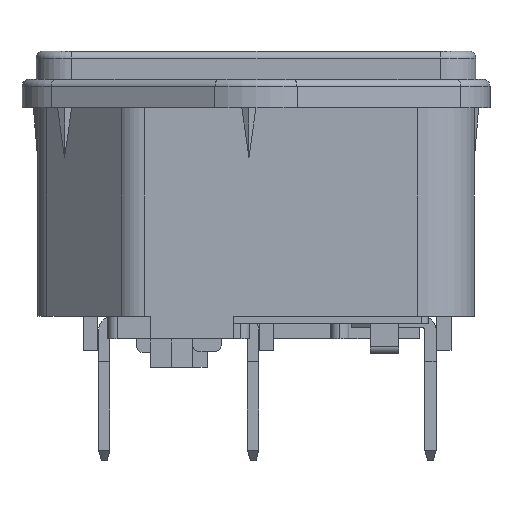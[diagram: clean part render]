
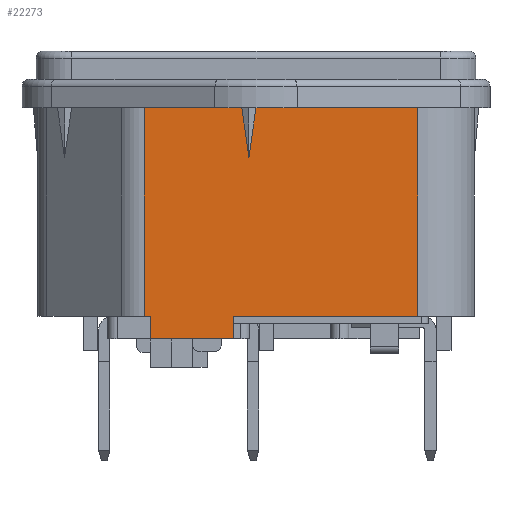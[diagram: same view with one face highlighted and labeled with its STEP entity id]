
A CAD part, left-side view. The second image highlights one B-rep face of the part: STEP entity #22273.
In plain terms, the highlighted planar face has unit normal (-1, 0, 0).
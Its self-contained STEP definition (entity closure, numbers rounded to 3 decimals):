
#282 = DIRECTION ( 'NONE',  ( 0., 0., 1. ) ) ;
#1167 = VECTOR ( 'NONE', #17687, 1000. ) ;
#1446 = CARTESIAN_POINT ( 'NONE',  ( 74.644, 75.583, -20.3 ) ) ;
#1927 = DIRECTION ( 'NONE',  ( 0., 0., 1. ) ) ;
#1952 = DIRECTION ( 'NONE',  ( 1., 0., 0. ) ) ;
#2173 = VECTOR ( 'NONE', #4404, 1000. ) ;
#2231 = VECTOR ( 'NONE', #1927, 1000. ) ;
#2301 = CARTESIAN_POINT ( 'NONE',  ( 74.644, 76.019, -4. ) ) ;
#2580 = VECTOR ( 'NONE', #26475, 1000. ) ;
#2878 = VECTOR ( 'NONE', #282, 1000. ) ;
#3066 = CARTESIAN_POINT ( 'NONE',  ( 74.644, 76.019, -18.7 ) ) ;
#3230 = CARTESIAN_POINT ( 'NONE',  ( 74.644, 76.019, -18.7 ) ) ;
#3767 = CARTESIAN_POINT ( 'NONE',  ( 74.644, 69.133, -4. ) ) ;
#4023 = VERTEX_POINT ( 'NONE', #1446 ) ;
#4024 = CARTESIAN_POINT ( 'NONE',  ( 74.644, 69.133, -4. ) ) ;
#4206 = VECTOR ( 'NONE', #5886, 1000. ) ;
#4404 = DIRECTION ( 'NONE',  ( 0., 1., 0. ) ) ;
#4732 = EDGE_CURVE ( 'NONE', #9168, #7125, #7517, .T. ) ;
#5286 = ORIENTED_EDGE ( 'NONE', *, *, #4732, .T. ) ;
#5330 = DIRECTION ( 'NONE',  ( 0., 0., 1. ) ) ;
#5439 = LINE ( 'NONE', #16194, #15238 ) ;
#5886 = DIRECTION ( 'NONE',  ( 0., 0.141, 0.99 ) ) ;
#5910 = VERTEX_POINT ( 'NONE', #13294 ) ;
#6092 = VERTEX_POINT ( 'NONE', #7634 ) ;
#6303 = EDGE_CURVE ( 'NONE', #10555, #12036, #25089, .T. ) ;
#6429 = CARTESIAN_POINT ( 'NONE',  ( 74.644, 69.73, -18.7 ) ) ;
#6772 = ORIENTED_EDGE ( 'NONE', *, *, #11994, .T. ) ;
#7067 = ORIENTED_EDGE ( 'NONE', *, *, #10057, .F. ) ;
#7125 = VERTEX_POINT ( 'NONE', #20986 ) ;
#7517 = LINE ( 'NONE', #11876, #2580 ) ;
#7634 = CARTESIAN_POINT ( 'NONE',  ( 74.644, 68.633, -7.5 ) ) ;
#7684 = ORIENTED_EDGE ( 'NONE', *, *, #25041, .F. ) ;
#7822 = LINE ( 'NONE', #14452, #2231 ) ;
#8587 = LINE ( 'NONE', #24312, #12829 ) ;
#8653 = LINE ( 'NONE', #3230, #13568 ) ;
#9097 = ORIENTED_EDGE ( 'NONE', *, *, #13527, .T. ) ;
#9168 = VERTEX_POINT ( 'NONE', #24263 ) ;
#9364 = ORIENTED_EDGE ( 'NONE', *, *, #13453, .T. ) ;
#10057 = EDGE_CURVE ( 'NONE', #21022, #12036, #8587, .T. ) ;
#10101 = VECTOR ( 'NONE', #26227, 1000. ) ;
#10555 = VERTEX_POINT ( 'NONE', #15722 ) ;
#11487 = VECTOR ( 'NONE', #16757, 1000. ) ;
#11809 = ORIENTED_EDGE ( 'NONE', *, *, #23410, .F. ) ;
#11840 = DIRECTION ( 'NONE',  ( 0., 1., 0. ) ) ;
#11876 = CARTESIAN_POINT ( 'NONE',  ( 74.644, 76.019, -4. ) ) ;
#11994 = EDGE_CURVE ( 'NONE', #7125, #6092, #22588, .T. ) ;
#12036 = VERTEX_POINT ( 'NONE', #6429 ) ;
#12089 = DIRECTION ( 'NONE',  ( 0., 0., 1. ) ) ;
#12714 = AXIS2_PLACEMENT_3D ( 'NONE', #26987, #1952, #16579 ) ;
#12829 = VECTOR ( 'NONE', #11840, 1000. ) ;
#13294 = CARTESIAN_POINT ( 'NONE',  ( 74.644, 76.019, -18.7 ) ) ;
#13318 = LINE ( 'NONE', #2301, #2173 ) ;
#13453 = EDGE_CURVE ( 'NONE', #6092, #26206, #26450, .T. ) ;
#13527 = EDGE_CURVE ( 'NONE', #21022, #9168, #7822, .T. ) ;
#13568 = VECTOR ( 'NONE', #5330, 1000. ) ;
#13629 = CARTESIAN_POINT ( 'NONE',  ( 74.644, 69.73, -20.3 ) ) ;
#14220 = PLANE ( 'NONE',  #12714 ) ;
#14452 = CARTESIAN_POINT ( 'NONE',  ( 74.644, 56.733, -18.7 ) ) ;
#14498 = EDGE_CURVE ( 'NONE', #26206, #16932, #13318, .T. ) ;
#14761 = VERTEX_POINT ( 'NONE', #24032 ) ;
#14848 = EDGE_CURVE ( 'NONE', #4023, #14761, #5439, .T. ) ;
#15238 = VECTOR ( 'NONE', #12089, 1000. ) ;
#15722 = CARTESIAN_POINT ( 'NONE',  ( 74.644, 69.73, -20.3 ) ) ;
#16117 = EDGE_CURVE ( 'NONE', #14761, #5910, #22736, .T. ) ;
#16194 = CARTESIAN_POINT ( 'NONE',  ( 74.644, 75.583, -20.3 ) ) ;
#16502 = EDGE_LOOP ( 'NONE', ( #6772, #9364, #18251, #11809, #18971, #22618, #7684, #19841, #7067, #9097, #5286 ) ) ;
#16579 = DIRECTION ( 'NONE',  ( 0., 0., -1. ) ) ;
#16757 = DIRECTION ( 'NONE',  ( 0., 0.141, -0.99 ) ) ;
#16932 = VERTEX_POINT ( 'NONE', #25841 ) ;
#17687 = DIRECTION ( 'NONE',  ( 0., 1., 0. ) ) ;
#18251 = ORIENTED_EDGE ( 'NONE', *, *, #14498, .T. ) ;
#18971 = ORIENTED_EDGE ( 'NONE', *, *, #16117, .F. ) ;
#19841 = ORIENTED_EDGE ( 'NONE', *, *, #6303, .T. ) ;
#20834 = CARTESIAN_POINT ( 'NONE',  ( 74.644, 68.633, -7.5 ) ) ;
#20986 = CARTESIAN_POINT ( 'NONE',  ( 74.644, 68.133, -4. ) ) ;
#21022 = VERTEX_POINT ( 'NONE', #21844 ) ;
#21094 = FACE_OUTER_BOUND ( 'NONE', #16502, .T. ) ;
#21098 = CARTESIAN_POINT ( 'NONE',  ( 74.644, 69.73, -20.3 ) ) ;
#21844 = CARTESIAN_POINT ( 'NONE',  ( 74.644, 56.733, -18.7 ) ) ;
#22273 = ADVANCED_FACE ( 'NONE', ( #21094 ), #14220, .F. ) ;
#22588 = LINE ( 'NONE', #20834, #11487 ) ;
#22618 = ORIENTED_EDGE ( 'NONE', *, *, #14848, .F. ) ;
#22736 = LINE ( 'NONE', #3066, #1167 ) ;
#23410 = EDGE_CURVE ( 'NONE', #5910, #16932, #8653, .T. ) ;
#24032 = CARTESIAN_POINT ( 'NONE',  ( 74.644, 75.583, -18.7 ) ) ;
#24263 = CARTESIAN_POINT ( 'NONE',  ( 74.644, 56.733, -4. ) ) ;
#24312 = CARTESIAN_POINT ( 'NONE',  ( 74.644, 76.019, -18.7 ) ) ;
#25041 = EDGE_CURVE ( 'NONE', #10555, #4023, #26778, .T. ) ;
#25089 = LINE ( 'NONE', #21098, #2878 ) ;
#25841 = CARTESIAN_POINT ( 'NONE',  ( 74.644, 76.019, -4. ) ) ;
#26206 = VERTEX_POINT ( 'NONE', #4024 ) ;
#26227 = DIRECTION ( 'NONE',  ( 0., 1., 0. ) ) ;
#26450 = LINE ( 'NONE', #3767, #4206 ) ;
#26475 = DIRECTION ( 'NONE',  ( 0., 1., 0. ) ) ;
#26778 = LINE ( 'NONE', #13629, #10101 ) ;
#26987 = CARTESIAN_POINT ( 'NONE',  ( 74.644, 76.019, -18.7 ) ) ;
